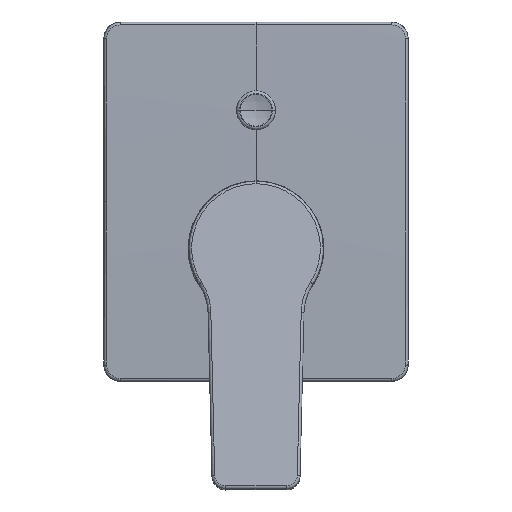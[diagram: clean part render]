
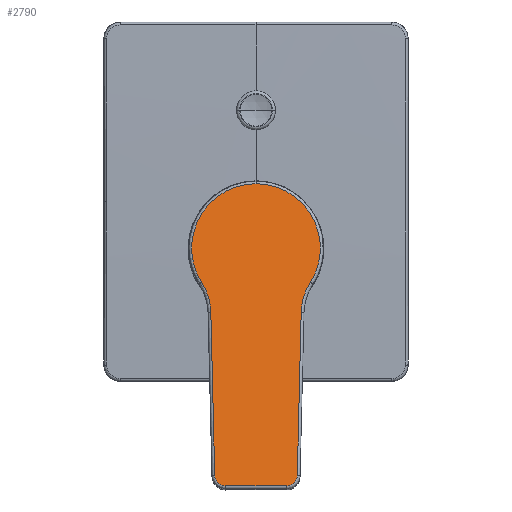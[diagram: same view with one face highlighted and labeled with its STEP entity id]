
A CAD part, top view. The second image highlights one B-rep face of the part: STEP entity #2790.
In plain terms, the highlighted planar face has unit normal (0, 0.174, 0.985).
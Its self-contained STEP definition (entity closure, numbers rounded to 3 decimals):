
#218 = EDGE_CURVE ( 'NONE', #2017, #2219, #775, .T. ) ;
#373 = CARTESIAN_POINT ( 'NONE',  ( 15.628, -69.542, 88.467 ) ) ;
#525 = CARTESIAN_POINT ( 'NONE',  ( 0., -102.836, 94.338 ) ) ;
#550 = CARTESIAN_POINT ( 'NONE',  ( 14.927, -98.989, 93.66 ) ) ;
#587 = ORIENTED_EDGE ( 'NONE', *, *, #4241, .T. ) ;
#605 = CIRCLE ( 'NONE', #711, 4. ) ;
#608 = CARTESIAN_POINT ( 'NONE',  ( 17.58, -32.988, 82.022 ) ) ;
#630 = CARTESIAN_POINT ( 'NONE',  ( -16.329, -40.094, 83.275 ) ) ;
#693 = VERTEX_POINT ( 'NONE', #550 ) ;
#709 =( BOUNDED_CURVE ( )  B_SPLINE_CURVE ( 3, ( #2811, #1091, #5327, #3847 ),
 .UNSPECIFIED., .F., .F. ) 
 B_SPLINE_CURVE_WITH_KNOTS ( ( 4, 4 ),
 ( 3.142, 5.279 ),
 .UNSPECIFIED. ) 
 CURVE ( )  GEOMETRIC_REPRESENTATION_ITEM ( )  RATIONAL_B_SPLINE_CURVE ( ( 1., 0.654, 0.654, 1. ) ) 
 REPRESENTATION_ITEM ( '' )  );
#711 = AXIS2_PLACEMENT_3D ( 'NONE', #1881, #4850, #2325 ) ;
#750 = VERTEX_POINT ( 'NONE', #1448 ) ;
#775 =( BOUNDED_CURVE ( )  B_SPLINE_CURVE ( 3, ( #3603, #818, #3390, #5271 ),
 .UNSPECIFIED., .F., .F. ) 
 B_SPLINE_CURVE_WITH_KNOTS ( ( 4, 4 ),
 ( 6.283, 8.421 ),
 .UNSPECIFIED. ) 
 CURVE ( )  GEOMETRIC_REPRESENTATION_ITEM ( )  RATIONAL_B_SPLINE_CURVE ( ( 1., 0.654, 0.654, 1. ) ) 
 REPRESENTATION_ITEM ( '' )  );
#802 = AXIS2_PLACEMENT_3D ( 'NONE', #4509, #1952, #4915 ) ;
#818 = CARTESIAN_POINT ( 'NONE',  ( 20.774, 6.422, 75.073 ) ) ;
#826 = VERTEX_POINT ( 'NONE', #1492 ) ;
#903 = ORIENTED_EDGE ( 'NONE', *, *, #3664, .F. ) ;
#926 = ORIENTED_EDGE ( 'NONE', *, *, #1544, .T. ) ;
#1008 = VECTOR ( 'NONE', #4433, 1000. ) ;
#1091 = CARTESIAN_POINT ( 'NONE',  ( -20.774, 6.422, 75.073 ) ) ;
#1110 = CARTESIAN_POINT ( 'NONE',  ( -16.329, -40.094, 83.275 ) ) ;
#1145 = CARTESIAN_POINT ( 'NONE',  ( -16.341, -39.712, 83.208 ) ) ;
#1146 = ORIENTED_EDGE ( 'NONE', *, *, #2526, .T. ) ;
#1223 = CARTESIAN_POINT ( 'NONE',  ( 0., 6.422, 75.073 ) ) ;
#1228 = VERTEX_POINT ( 'NONE', #1110 ) ;
#1314 = AXIS2_PLACEMENT_3D ( 'NONE', #4422, #1358, #3512 ) ;
#1358 = DIRECTION ( 'NONE',  ( 0., 0.174, 0.985 ) ) ;
#1393 = CARTESIAN_POINT ( 'NONE',  ( 19.61, -29.314, 81.374 ) ) ;
#1448 = CARTESIAN_POINT ( 'NONE',  ( 10.928, -102.836, 94.338 ) ) ;
#1492 = CARTESIAN_POINT ( 'NONE',  ( -10.928, -102.836, 94.338 ) ) ;
#1544 = EDGE_CURVE ( 'NONE', #2017, #4214, #709, .T. ) ;
#1604 = DIRECTION ( 'NONE',  ( -0.023, -0.985, 0.174 ) ) ;
#1617 = EDGE_LOOP ( 'NONE', ( #926, #1146, #4855, #587, #903, #3439, #3968, #3852, #5374 ) ) ;
#1623 = EDGE_CURVE ( 'NONE', #2219, #4964, #2577, .T. ) ;
#1717 = EDGE_CURVE ( 'NONE', #4964, #693, #1853, .T. ) ;
#1771 = CARTESIAN_POINT ( 'NONE',  ( 18.484, -31.082, 81.686 ) ) ;
#1785 = FACE_OUTER_BOUND ( 'NONE', #1617, .T. ) ;
#1853 = LINE ( 'NONE', #373, #3593 ) ;
#1881 = CARTESIAN_POINT ( 'NONE',  ( 10.928, -98.897, 93.643 ) ) ;
#1952 = DIRECTION ( 'NONE',  ( 0., 0.174, 0.985 ) ) ;
#1981 = CARTESIAN_POINT ( 'NONE',  ( -16.334, -39.903, 83.241 ) ) ;
#2017 = VERTEX_POINT ( 'NONE', #1223 ) ;
#2141 = LINE ( 'NONE', #2342, #1008 ) ;
#2204 = B_SPLINE_CURVE_WITH_KNOTS ( 'NONE', 5,
 ( #3307, #2244, #3089, #5278, #5260, #5073, #1145, #1981, #630 ),
 .UNSPECIFIED., .F., .F.,
 ( 6, 3, 6 ),
 ( 0., 0.916, 1. ),
 .UNSPECIFIED. ) ;
#2219 = VERTEX_POINT ( 'NONE', #2637 ) ;
#2244 = CARTESIAN_POINT ( 'NONE',  ( -18.484, -31.082, 81.686 ) ) ;
#2325 = DIRECTION ( 'NONE',  ( 1., -0.023, 0.004 ) ) ;
#2342 = CARTESIAN_POINT ( 'NONE',  ( -15.628, -69.542, 88.467 ) ) ;
#2397 = LINE ( 'NONE', #525, #4659 ) ;
#2468 = CARTESIAN_POINT ( 'NONE',  ( 16.329, -40.094, 83.275 ) ) ;
#2526 = EDGE_CURVE ( 'NONE', #4214, #1228, #2204, .T. ) ;
#2577 = B_SPLINE_CURVE_WITH_KNOTS ( 'NONE', 5,
 ( #1393, #1771, #608, #5143, #4786, #4753, #5223, #4086, #4526 ),
 .UNSPECIFIED., .F., .F.,
 ( 6, 3, 6 ),
 ( 0., 0.916, 1. ),
 .UNSPECIFIED. ) ;
#2637 = CARTESIAN_POINT ( 'NONE',  ( 19.61, -29.314, 81.374 ) ) ;
#2790 = ADVANCED_FACE ( 'NONE', ( #1785 ), #3613, .T. ) ;
#2811 = CARTESIAN_POINT ( 'NONE',  ( 0., 6.422, 75.073 ) ) ;
#3089 = CARTESIAN_POINT ( 'NONE',  ( -17.58, -32.988, 82.022 ) ) ;
#3307 = CARTESIAN_POINT ( 'NONE',  ( -19.61, -29.314, 81.374 ) ) ;
#3390 = CARTESIAN_POINT ( 'NONE',  ( 30.768, -11.791, 78.284 ) ) ;
#3439 = ORIENTED_EDGE ( 'NONE', *, *, #5150, .F. ) ;
#3512 = DIRECTION ( 'NONE',  ( 1., 0., 0. ) ) ;
#3513 = DIRECTION ( 'NONE',  ( -1., 0., 0. ) ) ;
#3593 = VECTOR ( 'NONE', #1604, 1000. ) ;
#3603 = CARTESIAN_POINT ( 'NONE',  ( 0., 6.422, 75.073 ) ) ;
#3613 = PLANE ( 'NONE',  #1314 ) ;
#3664 = EDGE_CURVE ( 'NONE', #750, #826, #2397, .T. ) ;
#3847 = CARTESIAN_POINT ( 'NONE',  ( -19.61, -29.314, 81.374 ) ) ;
#3852 = ORIENTED_EDGE ( 'NONE', *, *, #1623, .F. ) ;
#3968 = ORIENTED_EDGE ( 'NONE', *, *, #1717, .F. ) ;
#4086 = CARTESIAN_POINT ( 'NONE',  ( 16.334, -39.903, 83.241 ) ) ;
#4177 = EDGE_CURVE ( 'NONE', #1228, #4735, #2141, .T. ) ;
#4214 = VERTEX_POINT ( 'NONE', #4894 ) ;
#4241 = EDGE_CURVE ( 'NONE', #4735, #826, #4524, .T. ) ;
#4422 = CARTESIAN_POINT ( 'NONE',  ( 0., -11.211, 78.182 ) ) ;
#4433 = DIRECTION ( 'NONE',  ( 0.023, -0.985, 0.174 ) ) ;
#4509 = CARTESIAN_POINT ( 'NONE',  ( -10.928, -98.897, 93.643 ) ) ;
#4524 = CIRCLE ( 'NONE', #802, 4. ) ;
#4526 = CARTESIAN_POINT ( 'NONE',  ( 16.329, -40.094, 83.275 ) ) ;
#4659 = VECTOR ( 'NONE', #3513, 1000. ) ;
#4721 = CARTESIAN_POINT ( 'NONE',  ( -14.927, -98.989, 93.66 ) ) ;
#4735 = VERTEX_POINT ( 'NONE', #4721 ) ;
#4753 = CARTESIAN_POINT ( 'NONE',  ( 16.349, -39.521, 83.174 ) ) ;
#4786 = CARTESIAN_POINT ( 'NONE',  ( 16.481, -37.247, 82.773 ) ) ;
#4850 = DIRECTION ( 'NONE',  ( 0., -0.174, -0.985 ) ) ;
#4855 = ORIENTED_EDGE ( 'NONE', *, *, #4177, .T. ) ;
#4894 = CARTESIAN_POINT ( 'NONE',  ( -19.61, -29.314, 81.374 ) ) ;
#4915 = DIRECTION ( 'NONE',  ( -1., -0.023, 0.004 ) ) ;
#4964 = VERTEX_POINT ( 'NONE', #2468 ) ;
#5073 = CARTESIAN_POINT ( 'NONE',  ( -16.349, -39.521, 83.174 ) ) ;
#5143 = CARTESIAN_POINT ( 'NONE',  ( 16.921, -34.994, 82.376 ) ) ;
#5150 = EDGE_CURVE ( 'NONE', #693, #750, #605, .T. ) ;
#5223 = CARTESIAN_POINT ( 'NONE',  ( 16.341, -39.712, 83.208 ) ) ;
#5260 = CARTESIAN_POINT ( 'NONE',  ( -16.481, -37.247, 82.773 ) ) ;
#5271 = CARTESIAN_POINT ( 'NONE',  ( 19.61, -29.314, 81.374 ) ) ;
#5278 = CARTESIAN_POINT ( 'NONE',  ( -16.921, -34.994, 82.376 ) ) ;
#5327 = CARTESIAN_POINT ( 'NONE',  ( -30.768, -11.791, 78.284 ) ) ;
#5374 = ORIENTED_EDGE ( 'NONE', *, *, #218, .F. ) ;
